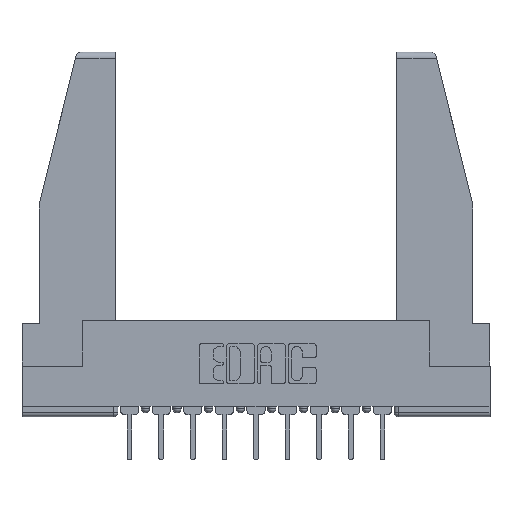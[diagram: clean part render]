
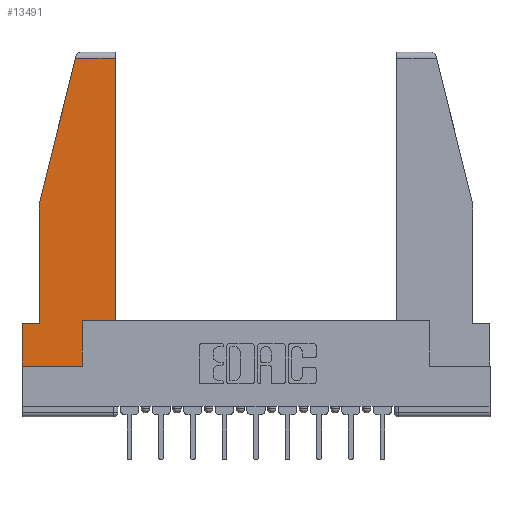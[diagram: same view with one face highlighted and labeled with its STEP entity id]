
A CAD part, top view. The second image highlights one B-rep face of the part: STEP entity #13491.
In plain terms, the highlighted planar face has unit normal (0, 0, 1).
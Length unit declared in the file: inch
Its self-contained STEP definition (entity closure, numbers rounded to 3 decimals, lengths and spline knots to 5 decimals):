
#69 = CARTESIAN_POINT ( 'NONE',  ( 0.297, 0., 0. ) ) ;
#79 = VECTOR ( 'NONE', #9307, 39.37008 ) ;
#213 = ORIENTED_EDGE ( 'NONE', *, *, #9534, .T. ) ;
#234 = LINE ( 'NONE', #6191, #79 ) ;
#633 = VERTEX_POINT ( 'NONE', #12145 ) ;
#772 = CARTESIAN_POINT ( 'NONE',  ( 0.086, 0.8, 0. ) ) ;
#898 = ORIENTED_EDGE ( 'NONE', *, *, #6725, .T. ) ;
#1714 = EDGE_CURVE ( 'NONE', #10243, #2859, #13658, .T. ) ;
#1733 = LINE ( 'NONE', #14352, #2780 ) ;
#2032 = DIRECTION ( 'NONE',  ( 0., -1., 0. ) ) ;
#2294 = LINE ( 'NONE', #11075, #13496 ) ;
#2337 = DIRECTION ( 'NONE',  ( 1., 0., 0. ) ) ;
#2376 = CARTESIAN_POINT ( 'NONE',  ( 0.086, 0.21, 0. ) ) ;
#2618 = ORIENTED_EDGE ( 'NONE', *, *, #14314, .T. ) ;
#2780 = VECTOR ( 'NONE', #2032, 39.37008 ) ;
#2859 = VERTEX_POINT ( 'NONE', #11110 ) ;
#3004 = CARTESIAN_POINT ( 'NONE',  ( 0., 0., 0. ) ) ;
#3005 = CARTESIAN_POINT ( 'NONE',  ( 0., 1.52, 0. ) ) ;
#3052 = ORIENTED_EDGE ( 'NONE', *, *, #7671, .T. ) ;
#3095 = EDGE_LOOP ( 'NONE', ( #2618, #11032, #3052, #898, #4895, #7078, #6752, #213, #10998 ) ) ;
#3403 = LINE ( 'NONE', #10767, #4250 ) ;
#3619 = DIRECTION ( 'NONE',  ( 1., 0., 0. ) ) ;
#4116 = CARTESIAN_POINT ( 'NONE',  ( 0.297, 0.223, 0. ) ) ;
#4131 = EDGE_CURVE ( 'NONE', #5967, #9199, #2294, .T. ) ;
#4140 = CARTESIAN_POINT ( 'NONE',  ( 0.461, 1.52, 0. ) ) ;
#4250 = VECTOR ( 'NONE', #7499, 39.37008 ) ;
#4259 = LINE ( 'NONE', #12560, #12833 ) ;
#4494 = VERTEX_POINT ( 'NONE', #2376 ) ;
#4895 = ORIENTED_EDGE ( 'NONE', *, *, #9731, .T. ) ;
#5258 = CARTESIAN_POINT ( 'NONE',  ( 0., 0., 0. ) ) ;
#5363 = LINE ( 'NONE', #6613, #7100 ) ;
#5379 = CARTESIAN_POINT ( 'NONE',  ( 0., 0.21, 0. ) ) ;
#5680 = DIRECTION ( 'NONE',  ( 0., -1., 0. ) ) ;
#5876 = CARTESIAN_POINT ( 'NONE',  ( 0.461, 0.223, 0. ) ) ;
#5967 = VERTEX_POINT ( 'NONE', #3004 ) ;
#6191 = CARTESIAN_POINT ( 'NONE',  ( 0.297, 0., 0. ) ) ;
#6613 = CARTESIAN_POINT ( 'NONE',  ( 0.461, 0.223, 0. ) ) ;
#6725 = EDGE_CURVE ( 'NONE', #13619, #4494, #12007, .T. ) ;
#6752 = ORIENTED_EDGE ( 'NONE', *, *, #4131, .T. ) ;
#7078 = ORIENTED_EDGE ( 'NONE', *, *, #12778, .T. ) ;
#7100 = VECTOR ( 'NONE', #8862, 39.37008 ) ;
#7382 = DIRECTION ( 'NONE',  ( -1., 0., 0. ) ) ;
#7499 = DIRECTION ( 'NONE',  ( -0.239, -0.971, 0. ) ) ;
#7671 = EDGE_CURVE ( 'NONE', #2859, #13619, #3403, .T. ) ;
#8085 = VERTEX_POINT ( 'NONE', #4116 ) ;
#8572 = DIRECTION ( 'NONE',  ( 1., 0., 0. ) ) ;
#8862 = DIRECTION ( 'NONE',  ( 0., 1., 0. ) ) ;
#9134 = VECTOR ( 'NONE', #10933, 39.37008 ) ;
#9199 = VERTEX_POINT ( 'NONE', #69 ) ;
#9307 = DIRECTION ( 'NONE',  ( 0., 1., 0. ) ) ;
#9463 = LINE ( 'NONE', #5379, #9134 ) ;
#9534 = EDGE_CURVE ( 'NONE', #9199, #8085, #234, .T. ) ;
#9731 = EDGE_CURVE ( 'NONE', #4494, #633, #9463, .T. ) ;
#10051 = VECTOR ( 'NONE', #5680, 39.37008 ) ;
#10243 = VERTEX_POINT ( 'NONE', #4140 ) ;
#10434 = EDGE_CURVE ( 'NONE', #8085, #13079, #4259, .T. ) ;
#10596 = FACE_OUTER_BOUND ( 'NONE', #3095, .T. ) ;
#10767 = CARTESIAN_POINT ( 'NONE',  ( 0.271, 1.55, 0. ) ) ;
#10933 = DIRECTION ( 'NONE',  ( -1., 0., 0. ) ) ;
#10998 = ORIENTED_EDGE ( 'NONE', *, *, #10434, .T. ) ;
#11032 = ORIENTED_EDGE ( 'NONE', *, *, #1714, .T. ) ;
#11075 = CARTESIAN_POINT ( 'NONE',  ( 0., 0., 0. ) ) ;
#11110 = CARTESIAN_POINT ( 'NONE',  ( 0.2636, 1.52, 0. ) ) ;
#11921 = PLANE ( 'NONE',  #14360 ) ;
#12007 = LINE ( 'NONE', #12450, #10051 ) ;
#12145 = CARTESIAN_POINT ( 'NONE',  ( 0., 0.21, 0. ) ) ;
#12450 = CARTESIAN_POINT ( 'NONE',  ( 0.086, 0.8, 0. ) ) ;
#12560 = CARTESIAN_POINT ( 'NONE',  ( 0.297, 0.223, 0. ) ) ;
#12778 = EDGE_CURVE ( 'NONE', #633, #5967, #1733, .T. ) ;
#12833 = VECTOR ( 'NONE', #3619, 39.37008 ) ;
#13046 = DIRECTION ( 'NONE',  ( 0., 0., 1. ) ) ;
#13079 = VERTEX_POINT ( 'NONE', #5876 ) ;
#13491 = ADVANCED_FACE ( 'NONE', ( #10596 ), #11921, .T. ) ;
#13496 = VECTOR ( 'NONE', #2337, 39.37008 ) ;
#13619 = VERTEX_POINT ( 'NONE', #772 ) ;
#13658 = LINE ( 'NONE', #3005, #14173 ) ;
#14173 = VECTOR ( 'NONE', #7382, 39.37008 ) ;
#14314 = EDGE_CURVE ( 'NONE', #13079, #10243, #5363, .T. ) ;
#14352 = CARTESIAN_POINT ( 'NONE',  ( 0., 0.21, 0. ) ) ;
#14360 = AXIS2_PLACEMENT_3D ( 'NONE', #5258, #13046, #8572 ) ;
